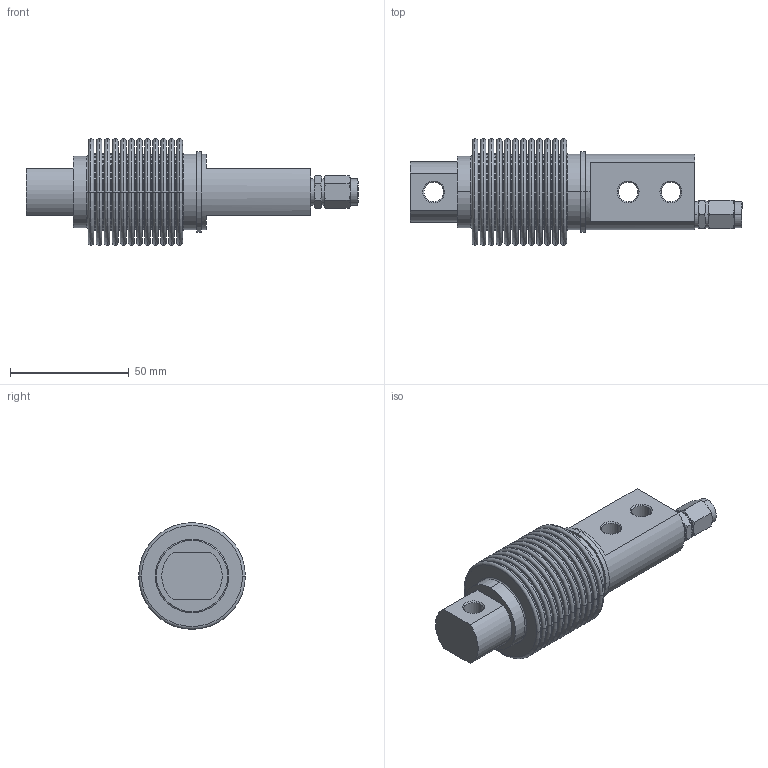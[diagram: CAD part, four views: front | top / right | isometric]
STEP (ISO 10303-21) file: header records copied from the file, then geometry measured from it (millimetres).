
FILE_DESCRIPTION(('STEP AP214'),'1');
FILE_NAME('FCK 5-10 kg.stp','2018-01-12T11:04:50',(' '),(' '),'Spatial InterOp 3D',' ',' ');
FILE_SCHEMA(('AUTOMOTIVE_DESIGN { 1 0 10303 214 1 1 1 1 }'));
Length unit declared in the file: metre
Products named in the file (3): FCK 5-10 kg; corpo; pressacavo
Assembly tree (2 placements, depth 2):
  FCK 5-10 kg
    corpo
    pressacavo
Bounding box: 140 x 45 x 45 mm (x, y, z)
Volume: 100158.2 mm3; surface area: 33603.3 mm2
Topology: 2 solids, 2 shells, 246 faces, 560 edges, 350 vertices
Faces by surface type: torus 98, plane 54, cylinder 48, cone 46
Entity records: 9337 total; most frequent: CARTESIAN_POINT 1447, DIRECTION 1426, ORIENTED_EDGE 1120, AXIS2_PLACEMENT_3D 665, EDGE_CURVE 560, CIRCLE 416, VERTEX_POINT 350, EDGE_LOOP 286
